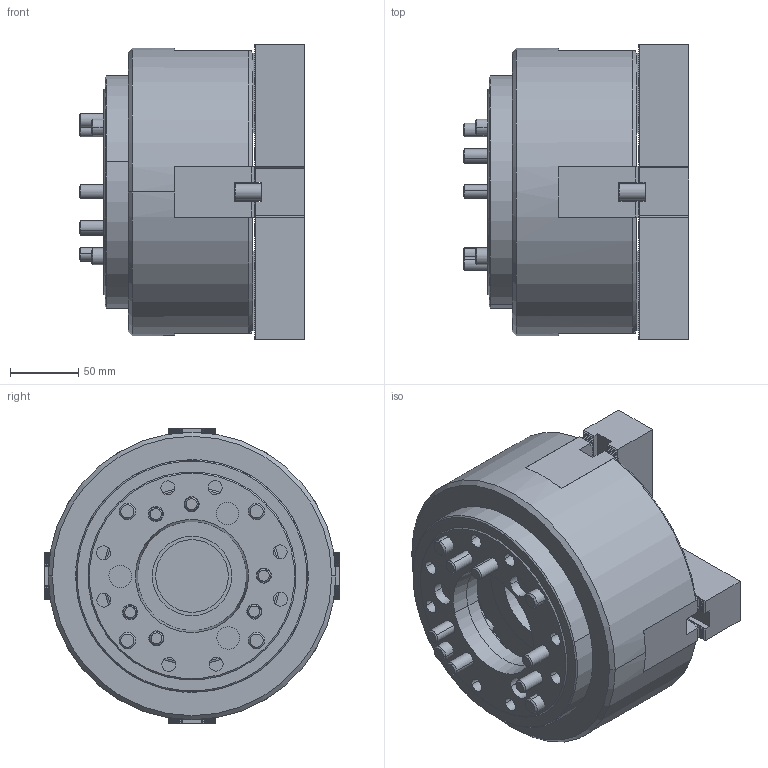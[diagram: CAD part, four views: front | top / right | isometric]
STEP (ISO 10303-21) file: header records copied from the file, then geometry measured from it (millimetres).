
FILE_DESCRIPTION (( 'STEP AP203' ), '1' );
FILE_NAME ('CF-4H-208A5.STEP', '2019-07-26T06:39:37', ( '' ), ( '' ), 'SwSTEP 2.0', 'SolidWorks 2016', '' );
FILE_SCHEMA (( 'CONFIG_CONTROL_DESIGN' ));
Length unit declared in the file: millimetre
Products named in the file (13): CF-3H-208-04000_M60; CF-3H-08B-07000; CF-3H-208-03000; SJ-08; CF-3H-08-12000-A5法蘭; 圓頭內六角螺栓_M12x30; 圓頭內六角螺栓_M10x30; 半圓頭六角孔螺栓_M5x10; CF-4H-208A5; CF-4H-208-01000; CF-4H-208-02000; 圓頭內六角螺栓_M12x105; CF-4H-208-06000
Assembly tree (36 placements, depth 2):
  CF-4H-208A5
    CF-4H-208-01000
    CF-4H-208-02000
    CF-4H-208-06000
    CF-3H-08B-07000
    SJ-08  x4
    圓頭內六角螺栓_M12x30  x8
    半圓頭六角孔螺栓_M5x10  x4
    圓頭內六角螺栓_M12x105  x4
    CF-3H-208-04000_M60
    CF-3H-208-03000  x4
    CF-3H-08-12000-A5法蘭
    圓頭內六角螺栓_M10x30  x6
Bounding box: 165 x 216 x 216 mm (x, y, z)
Volume: 3525157.2 mm3; surface area: 539358.6 mm2
Topology: 36 solids, 36 shells, 4305 faces, 12306 edges, 8091 vertices
Faces by surface type: plane 2993, cylinder 1088, cone 196, torus 28
Entity records: 43785 total; most frequent: CARTESIAN_POINT 8745, ORIENTED_EDGE 7224, DIRECTION 6554, EDGE_CURVE 3612, LINE 2530, VECTOR 2530, VERTEX_POINT 2385, AXIS2_PLACEMENT_3D 2012
